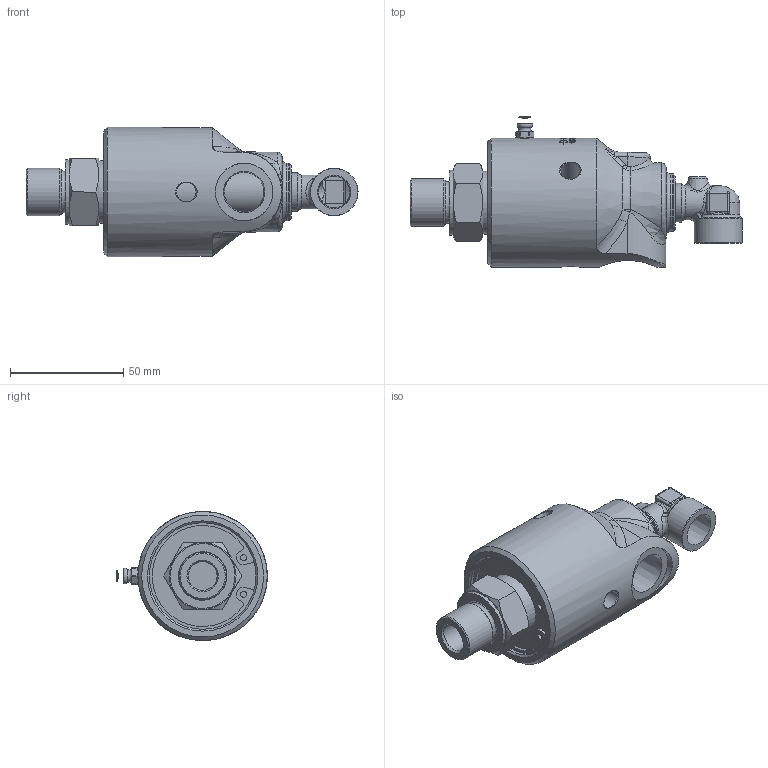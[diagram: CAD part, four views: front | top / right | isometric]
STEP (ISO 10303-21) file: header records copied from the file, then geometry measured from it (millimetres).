
FILE_DESCRIPTION(/* description */ (''),/* implementation_level */ '2;1');
FILE_NAME(/* name */ '155-000-152471-IC.stp',/* time_stamp */ '2020-05-19T15:57:38-05:00',/* author */ ('Moorera'),/* organization */ (''),/* preprocessor_version */ 'ST-DEVELOPER v18.1',/* originating_system */ 'Autodesk Inventor 2020',/* authorisation */ '');
FILE_SCHEMA (('AUTOMOTIVE_DESIGN { 1 0 10303 214 3 1 1 }'));
Length unit declared in the file: millimetre
Products named in the file (1): 155-000-152471-IC
Bounding box: 146.52 x 66.41 x 57 mm (x, y, z)
Volume: 179757.5 mm3; surface area: 30007.8 mm2
Topology: 1 solids, 4 shells, 569 faces, 1516 edges, 992 vertices
Faces by surface type: bspline 221, plane 170, cylinder 107, cone 44, torus 15, sphere 12
Full cylindrical faces by diameter (mm): 2.005 x1, 2.644 x2, 3.5 x1, 5.359 x1, 8.6 x3, 10 x1, 12.7 x1, 13.889 x1, 15 x1, 17.475 x1, 20.955 x1, 21 x1, 21.4 x1, 25.4 x1, 27.8 x1, 28.6 x1, 47.07 x1, 57 x1
Entity records: 26758 total; most frequent: CARTESIAN_POINT 13409, ORIENTED_EDGE 3008, DIRECTION 2264, EDGE_CURVE 1504, VERTEX_POINT 994, AXIS2_PLACEMENT_3D 879, EDGE_LOOP 622, FACE_OUTER_BOUND 569
